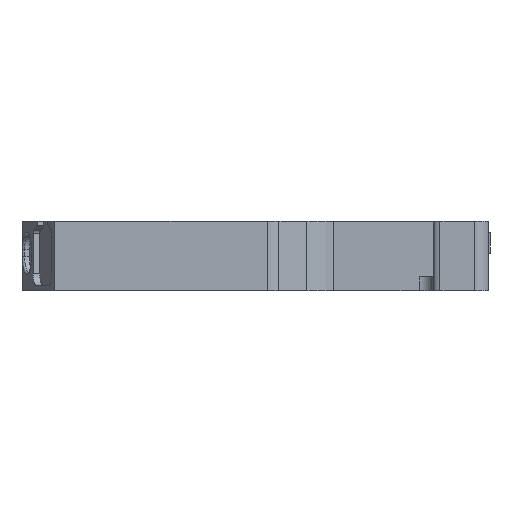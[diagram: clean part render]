
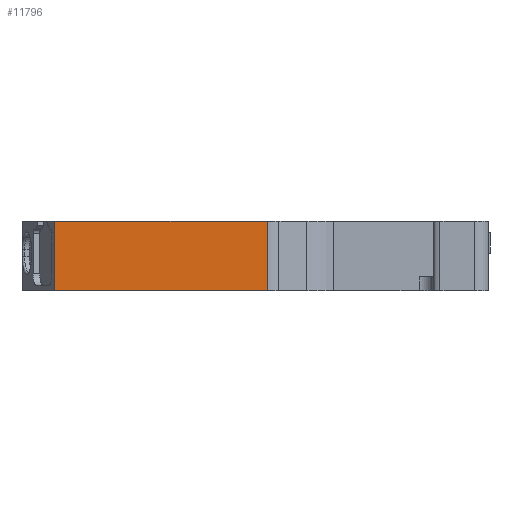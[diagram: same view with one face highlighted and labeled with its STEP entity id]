
A CAD part, left-side view. The second image highlights one B-rep face of the part: STEP entity #11796.
In plain terms, the highlighted planar face has unit normal (-1, 0, 0).
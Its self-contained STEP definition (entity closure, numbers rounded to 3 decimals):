
#553 = VECTOR ( 'NONE', #14410, 1000. ) ;
#1734 = VERTEX_POINT ( 'NONE', #5482 ) ;
#2201 = CARTESIAN_POINT ( 'NONE',  ( -16.792, 49.8, 60.863 ) ) ;
#2432 = DIRECTION ( 'NONE',  ( 0., -1., 0. ) ) ;
#2587 = LINE ( 'NONE', #11957, #16300 ) ;
#2588 = ORIENTED_EDGE ( 'NONE', *, *, #10826, .F. ) ;
#3279 = DIRECTION ( 'NONE',  ( -1., 0., 0. ) ) ;
#3545 = ORIENTED_EDGE ( 'NONE', *, *, #15557, .T. ) ;
#3870 = PLANE ( 'NONE',  #8189 ) ;
#3947 = CARTESIAN_POINT ( 'NONE',  ( -16.792, 65.182, 60.863 ) ) ;
#4318 = CARTESIAN_POINT ( 'NONE',  ( -16.792, 49.8, 44.495 ) ) ;
#4457 = LINE ( 'NONE', #15221, #17351 ) ;
#5190 = VERTEX_POINT ( 'NONE', #10918 ) ;
#5482 = CARTESIAN_POINT ( 'NONE',  ( -16.792, 49.8, 65.863 ) ) ;
#6419 = DIRECTION ( 'NONE',  ( 0., 0., 1. ) ) ;
#6439 = EDGE_CURVE ( 'NONE', #5190, #1734, #2587, .T. ) ;
#8189 = AXIS2_PLACEMENT_3D ( 'NONE', #4318, #3279, #2432 ) ;
#8782 = LINE ( 'NONE', #9061, #553 ) ;
#9061 = CARTESIAN_POINT ( 'NONE',  ( -16.792, 65.182, 44.495 ) ) ;
#9577 = VECTOR ( 'NONE', #6419, 1000. ) ;
#9581 = LINE ( 'NONE', #12908, #9577 ) ;
#10140 = FACE_OUTER_BOUND ( 'NONE', #15935, .T. ) ;
#10460 = DIRECTION ( 'NONE',  ( 0., -1., 0. ) ) ;
#10706 = ORIENTED_EDGE ( 'NONE', *, *, #6439, .F. ) ;
#10826 = EDGE_CURVE ( 'NONE', #13542, #5190, #8782, .T. ) ;
#10918 = CARTESIAN_POINT ( 'NONE',  ( -16.792, 65.182, 65.863 ) ) ;
#11370 = EDGE_CURVE ( 'NONE', #13542, #16429, #4457, .T. ) ;
#11796 = ADVANCED_FACE ( 'NONE', ( #10140 ), #3870, .T. ) ;
#11957 = CARTESIAN_POINT ( 'NONE',  ( -16.792, 49.8, 65.863 ) ) ;
#12908 = CARTESIAN_POINT ( 'NONE',  ( -16.792, 49.8, 44.495 ) ) ;
#12996 = DIRECTION ( 'NONE',  ( 0., -1., 0. ) ) ;
#13542 = VERTEX_POINT ( 'NONE', #3947 ) ;
#14410 = DIRECTION ( 'NONE',  ( 0., 0., 1. ) ) ;
#15221 = CARTESIAN_POINT ( 'NONE',  ( -16.792, 49.8, 60.863 ) ) ;
#15557 = EDGE_CURVE ( 'NONE', #16429, #1734, #9581, .T. ) ;
#15935 = EDGE_LOOP ( 'NONE', ( #2588, #17849, #3545, #10706 ) ) ;
#16300 = VECTOR ( 'NONE', #10460, 1000. ) ;
#16429 = VERTEX_POINT ( 'NONE', #2201 ) ;
#17351 = VECTOR ( 'NONE', #12996, 1000. ) ;
#17849 = ORIENTED_EDGE ( 'NONE', *, *, #11370, .T. ) ;
